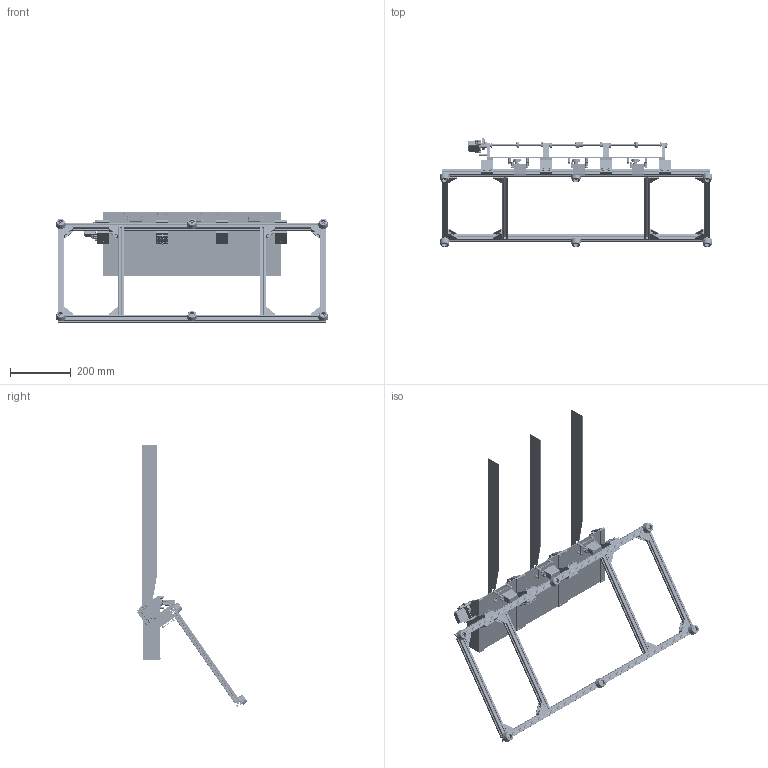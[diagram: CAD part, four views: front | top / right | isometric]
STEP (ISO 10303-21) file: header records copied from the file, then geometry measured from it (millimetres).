
FILE_DESCRIPTION(/* description */ (''),/* implementation_level */ '2;1');
FILE_NAME(/* name */ 'assy-shooter.stp',/* time_stamp */ '2021-11-06T22:48:48+09:00',/* author */ ('yuta0'),/* organization */ (''),/* preprocessor_version */ 'ST-DEVELOPER v18.1',/* originating_system */ 'Autodesk Inventor 2022',/* authorisation */ '');
FILE_SCHEMA (('AUTOMOTIVE_DESIGN { 1 0 10303 214 3 1 1 }'));
Length unit declared in the file: millimetre
Products named in the file (68): s-assy-shooter_unit; s-assy-shooter_motor; s_carbon_plate4; unir-spacer4; CB4-10; s-assy-guide_plates; s-assy-guide; s_carbon_plate5; CPRC16-6-6; D_CPRC16-6-6; M2.5; s-assy-guide_coupling; SCSTR6-8; SCSTR6-8b; BOLT3-12; s_base6; s_base5; CB3-6; CB3-8; CC-0612-05; SFR6-285_s; SFR6-321; s-assy-shooter_frame; NFS5-2020-885; K-34; CB5-12; NFS5-2020-351; s-assy-blacket; HBLFSN5h5; CB5-10; HNTC5-5; HNTC5_n; Hexagon socket set screw with flat point DIN 913 - M4x4; d_type_board; s-assy-frame-connector; s_base1; CB5-15; HNTT5-5; CB5-40; SB-305060 ...
Assembly tree (269 placements, depth 5):
  s-assy-shooter_unit
    s-assy-shooter_motor
      s_carbon_plate4
      MG_996R
        Top
        Medio
        Base
        Eje
        horn
      ARF-410E  x4
      CB4-6  x7
      CBSTSR4-6  x4
      CB3-5
      unir-spacer4  x3
      CB4-10  x3
    s-assy-guide_plates
      s-assy-guide  x3
        s_carbon_plate5
        SCSTR6-8
          SCSTR6-8b
          BOLT3-12
        CB3-8
      CPRC16-6-6
        D_CPRC16-6-6
        M2.5  x2
      s-assy-guide_coupling
        SCSTR6-8
          SCSTR6-8b
          BOLT3-12
        s_base6
        s_base5
        CB3-6  x4
        CB3-10  x3
        CB3-8  x8
        LBNR3  x8
        CC-0612-05
      SFR6-285_s
      SFR6-321
    s-assy-shooter_frame
      NFS5-2020-885  x2
      NFS5-2020-351  x4
      s-assy-blacket  x8
        HBLFSN5h5
        HNTT5-5
        CB5-10
      K-34  x6
      HNTT5-5  x6
      CB5-12  x6
      HNTC5-5  x8
        HNTC5_n
        Hexagon socket set screw with flat point DIN 913 - M4x4
    s-assy-bearing_stopper  x7
      shooter_base7
      CB3-10
      LBNR3
    MF126ZZ  x8
    d_type_board
    s-assy-frame-connector  x4
      s_base1
      SB-305060
Bounding box: 898.92 x 363.17 x 862.98 mm (x, y, z)
Volume: 2290192.4 mm3; surface area: 1507032 mm2
Topology: 539 solids, 547 shells, 10753 faces, 25341 edges, 15847 vertices
Faces by surface type: plane 6388, cylinder 2416, cone 1459, torus 322, sphere 120, bspline 48
Full cylindrical faces by diameter (mm): 1 x234, 1.6 x4, 2.2 x16, 2.459 x83, 2.5 x6, 2.693 x36, 3 x115, 3.2 x89, 3.242 x39, 3.4 x64, 3.571 x28, 4 x70, 4.134 x46, 4.2 x6, 4.3 x44, 4.5 x20, 4.8 x2, 5 x98, 5.3 x28, 5.5 x71, 6 x58, 6.1 x1, 6.5 x17, 7 x34, 7.2 x16, 7.73 x16, 8 x77, 8.5 x38, 10 x13, 10.19 x16
Entity records: 60655 total; most frequent: DIRECTION 10618, CARTESIAN_POINT 10201, ORIENTED_EDGE 9126, EDGE_CURVE 4563, AXIS2_PLACEMENT_3D 3958, VERTEX_POINT 2986, LINE 2702, VECTOR 2702
